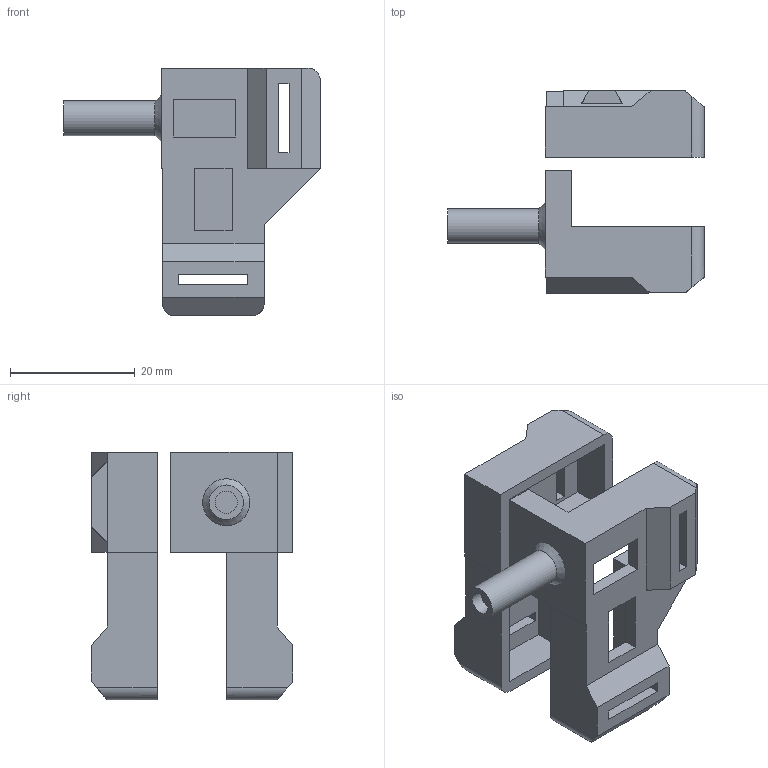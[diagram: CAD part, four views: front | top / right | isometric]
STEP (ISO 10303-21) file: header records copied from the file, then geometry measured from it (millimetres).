
FILE_DESCRIPTION(/* description */ (''),/* implementation_level */ '2;1');
FILE_NAME(/* name */ 'bracket_scs0009.step',/* time_stamp */ '2022-07-24T17:19:43+09:00',/* author */ (''),/* organization */ (''),/* preprocessor_version */ 'ST-DEVELOPER v19',/* originating_system */ 'Autodesk Translation Framework v11.7.0.108',/* authorisation */ '');
FILE_SCHEMA (('AUTOMOTIVE_DESIGN { 1 0 10303 214 3 1 1 }'));
Length unit declared in the file: millimetre
Products named in the file (1): bracket_scs0009
Bounding box: 41.16 x 32.4 x 39.75 mm (x, y, z)
Volume: 7815 mm3; surface area: 7822.4 mm2
Topology: 2 solids, 2 shells, 120 faces, 334 edges, 220 vertices
Faces by surface type: plane 107, cylinder 12, cone 1
Full cylindrical faces by diameter (mm): 3.56 x1, 5.56 x1
Entity records: 3834 total; most frequent: CARTESIAN_POINT 681, ORIENTED_EDGE 668, DIRECTION 607, EDGE_CURVE 334, LINE 299, VECTOR 299, VERTEX_POINT 220, AXIS2_PLACEMENT_3D 154
